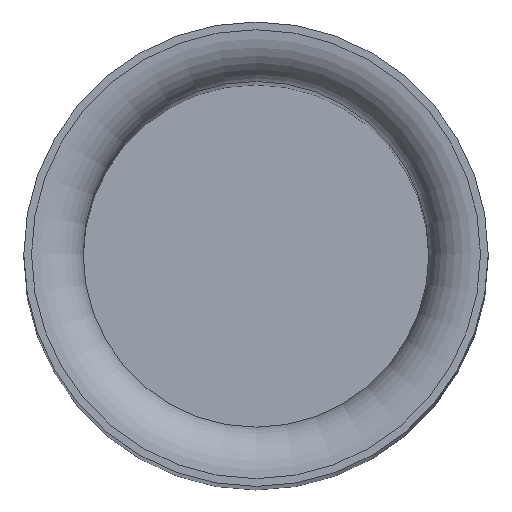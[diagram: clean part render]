
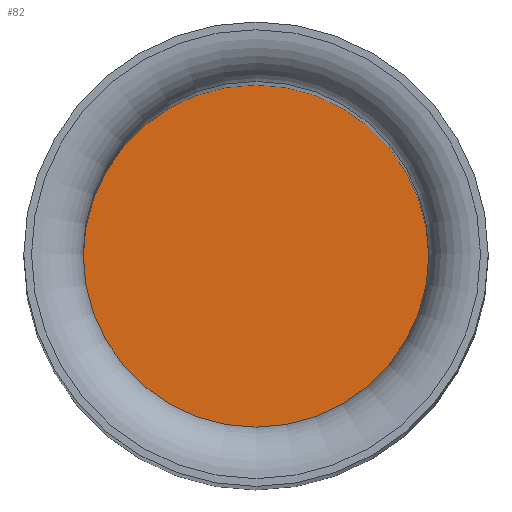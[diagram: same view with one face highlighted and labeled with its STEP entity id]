
A CAD part, top view. The second image highlights one B-rep face of the part: STEP entity #82.
In plain terms, the highlighted planar face has unit normal (0, 0, 1).
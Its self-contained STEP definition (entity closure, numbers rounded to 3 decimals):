
#17=PLANE('',#108);
#28=FACE_OUTER_BOUND('',#35,.T.);
#35=EDGE_LOOP('',(#72));
#42=CIRCLE('',#105,3.35);
#48=VERTEX_POINT('',#152);
#56=EDGE_CURVE('',#48,#48,#42,.T.);
#72=ORIENTED_EDGE('',*,*,#56,.F.);
#82=ADVANCED_FACE('',(#28),#17,.T.);
#105=AXIS2_PLACEMENT_3D('',#154,#127,#128);
#108=AXIS2_PLACEMENT_3D('',#158,#133,#134);
#127=DIRECTION('center_axis',(0.,0.,-1.));
#128=DIRECTION('ref_axis',(1.,0.,0.));
#133=DIRECTION('center_axis',(0.,0.,1.));
#134=DIRECTION('ref_axis',(1.,0.,0.));
#152=CARTESIAN_POINT('',(-3.35,0.,1.));
#154=CARTESIAN_POINT('Origin',(0.,0.,1.));
#158=CARTESIAN_POINT('Origin',(0.,0.,1.));
